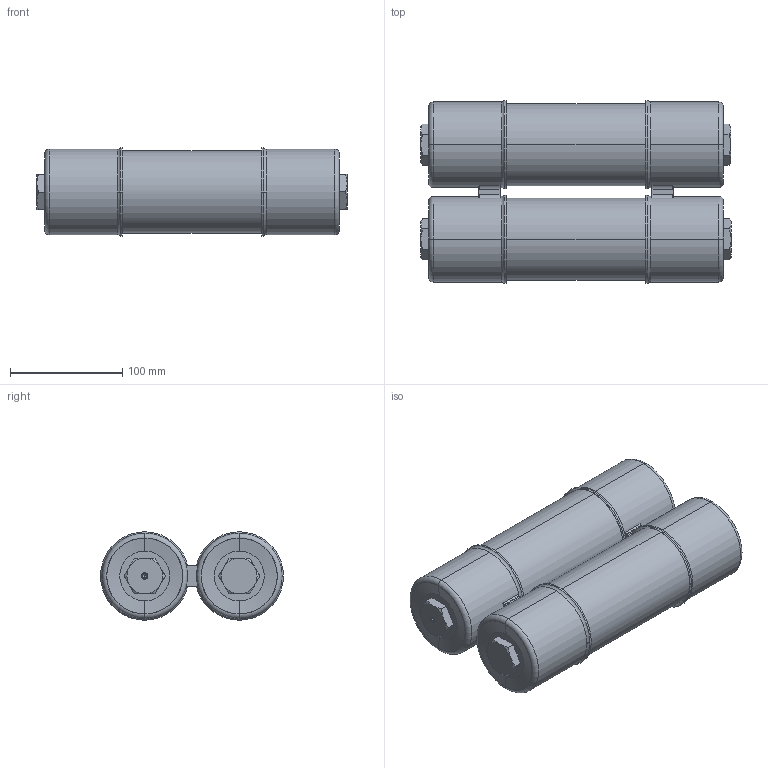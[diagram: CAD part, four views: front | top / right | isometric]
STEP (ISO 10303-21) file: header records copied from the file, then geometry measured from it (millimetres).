
FILE_DESCRIPTION (( 'STEP AP214' ), '1' );
FILE_NAME ('18453.STEP', '2024-06-11T19:04:30', ( '' ), ( '' ), 'SwSTEP 2.0', 'SolidWorks 2021', '' );
FILE_SCHEMA (( 'AUTOMOTIVE_DESIGN' ));
Length unit declared in the file: inch
Products named in the file (20): 9399_9399; 19909_19909; 360038_-006; 130078_-001; 11688; Copy of 979103557^360032; Copy of 919509943^360032; 36016_11378; 360032_-001; 13683_11378; 210008_-001; 11378_CRIMPED; 330067_-001; 18453; 150E RTV SEALER^340012; 340012_-001 SET
Assembly tree (25 placements, depth 3):
  18453
    360038_-006  x2
      130078_-001
    360032_-001
      330067_-001
      19909_19909  x2
      Copy of 919509943^360032
      Copy of 979103557^360032
    340012_-001 SET
      11378_CRIMPED
      210008_-001
      150E RTV SEALER^340012
    13683_11378
    36016_11378
    13683_11378
    360032_-001
      330067_-001
      19909_19909
      19909_19909
      Copy of 919509943^360032
      Copy of 979103557^360032
    9399_9399
    11688  x2
Bounding box: 276.1 x 162.86 x 78.74 mm (x, y, z)
Volume: 523662.5 mm3; surface area: 417480.3 mm2
Topology: 25 solids, 25 shells, 549 faces, 1399 edges, 892 vertices
Faces by surface type: cylinder 224, plane 177, cone 76, torus 66, sphere 6
Entity records: 14762 total; most frequent: CARTESIAN_POINT 4302, DIRECTION 2094, ORIENTED_EDGE 1952, EDGE_CURVE 976, AXIS2_PLACEMENT_3D 854, VERTEX_POINT 614, EDGE_LOOP 454, CIRCLE 422
